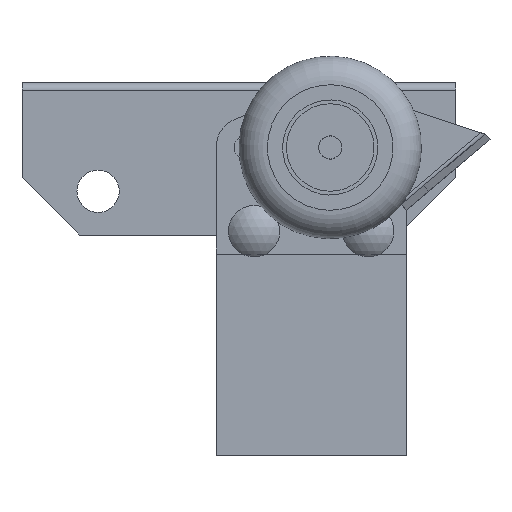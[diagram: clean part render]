
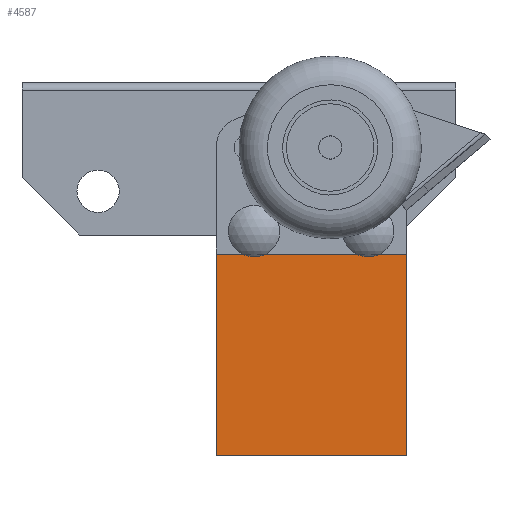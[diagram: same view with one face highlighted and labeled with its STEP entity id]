
A CAD part, front view. The second image highlights one B-rep face of the part: STEP entity #4587.
In plain terms, the highlighted planar face has unit normal (0, -1, 0).
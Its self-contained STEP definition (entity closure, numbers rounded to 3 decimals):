
#118=LINE('',#7174,#426);
#122=LINE('',#7183,#430);
#123=LINE('',#7184,#431);
#124=LINE('',#7185,#432);
#426=VECTOR('',#5693,10.);
#430=VECTOR('',#5699,10.);
#431=VECTOR('',#5700,10.);
#432=VECTOR('',#5701,10.);
#900=FACE_OUTER_BOUND('',#1179,.T.);
#1179=EDGE_LOOP('',(#3127,#3128,#3129,#3130));
#1868=VERTEX_POINT('',#7172);
#1869=VERTEX_POINT('',#7173);
#1872=VERTEX_POINT('',#7181);
#1873=VERTEX_POINT('',#7182);
#2339=EDGE_CURVE('',#1868,#1869,#118,.T.);
#2343=EDGE_CURVE('',#1872,#1873,#122,.T.);
#2344=EDGE_CURVE('',#1869,#1872,#123,.T.);
#2345=EDGE_CURVE('',#1873,#1868,#124,.T.);
#3127=ORIENTED_EDGE('',*,*,#2343,.F.);
#3128=ORIENTED_EDGE('',*,*,#2344,.F.);
#3129=ORIENTED_EDGE('',*,*,#2339,.F.);
#3130=ORIENTED_EDGE('',*,*,#2345,.F.);
#4177=PLANE('',#4900);
#4587=ADVANCED_FACE('',(#900),#4177,.T.);
#4900=AXIS2_PLACEMENT_3D('',#7180,#5697,#5698);
#5693=DIRECTION('',(-1.,0.,0.));
#5697=DIRECTION('center_axis',(0.,-1.,0.));
#5698=DIRECTION('ref_axis',(-1.,0.,0.));
#5699=DIRECTION('',(1.,0.,0.));
#5700=DIRECTION('',(0.,0.,1.));
#5701=DIRECTION('',(0.,0.,-1.));
#7172=CARTESIAN_POINT('',(101.,-10.,-98.));
#7173=CARTESIAN_POINT('',(51.,-10.,-98.));
#7174=CARTESIAN_POINT('',(101.,-10.,-98.));
#7180=CARTESIAN_POINT('Origin',(76.,-10.,-64.));
#7181=CARTESIAN_POINT('',(51.,-10.,-45.));
#7182=CARTESIAN_POINT('',(101.,-10.,-45.));
#7183=CARTESIAN_POINT('',(51.,-10.,-45.));
#7184=CARTESIAN_POINT('',(51.,-10.,-98.));
#7185=CARTESIAN_POINT('',(101.,-10.,-30.));
